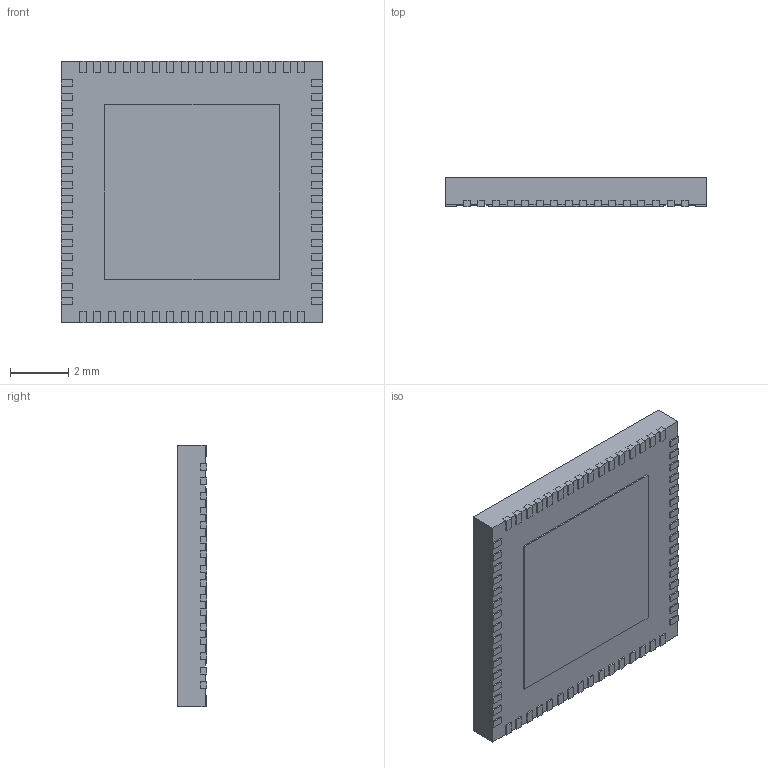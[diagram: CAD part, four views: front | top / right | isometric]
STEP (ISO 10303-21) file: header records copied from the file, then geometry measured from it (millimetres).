
FILE_DESCRIPTION (( 'STEP AP214' ), '1' );
FILE_NAME ('LAN7801T_9JX.STEP', '2020-12-18T08:59:28', ( '' ), ( '' ), 'SwSTEP 2.0', 'SolidWorks 2018', '' );
FILE_SCHEMA (( 'AUTOMOTIVE_DESIGN' ));
Length unit declared in the file: millimetre
Products named in the file (1): LAN7801T_9JX
Bounding box: 9 x 1 x 9 mm (x, y, z)
Volume: 79.1 mm3; surface area: 313 mm2
Topology: 66 solids, 66 shells, 657 faces, 1572 edges, 1048 vertices
Faces by surface type: plane 657
Entity records: 19245 total; most frequent: CARTESIAN_POINT 3278, ORIENTED_EDGE 3144, DIRECTION 2888, VECTOR 1572, LINE 1572, EDGE_CURVE 1572, VERTEX_POINT 1048, EDGE_LOOP 658
